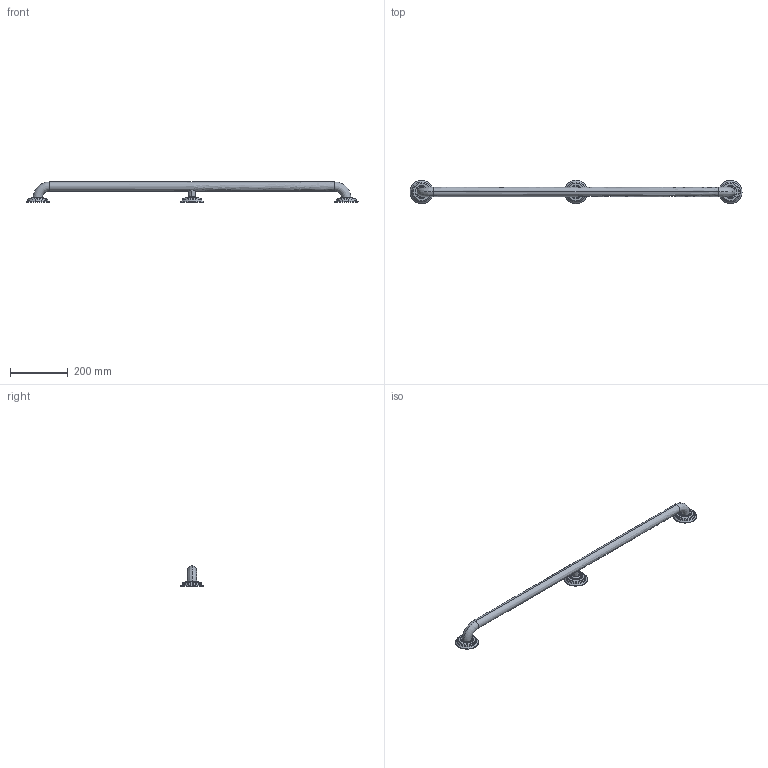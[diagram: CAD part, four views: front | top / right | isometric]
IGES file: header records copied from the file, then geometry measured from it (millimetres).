
Start section:  PTC IGES file: 2400-3942.igs
Global section: file name: 2400-3942.igs; native system: Creo Parametric by PTC Inc.; preprocessor: 2018400; author: jinson.thomas; organization: Unknown; date: 20210712.114716; units: inch
Bounding box: 1146.88 x 80.06 x 69.86 mm (x, y, z)
Volume: 1052901.7 mm3; surface area: 145368.1 mm2
Topology: 1 solids, 1 shells, 72 faces, 151 edges, 88 vertices
Faces by surface type: revolution 59, bspline 13
